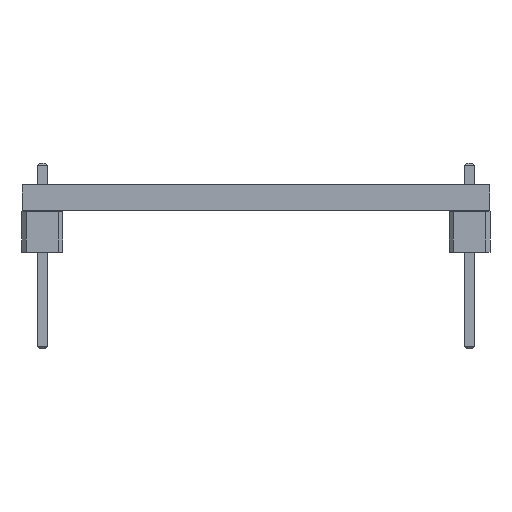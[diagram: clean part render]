
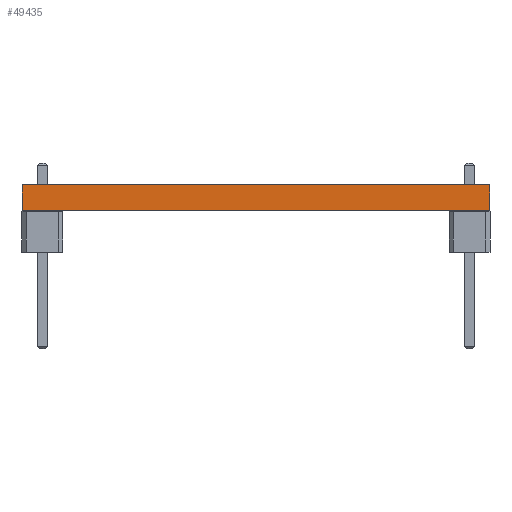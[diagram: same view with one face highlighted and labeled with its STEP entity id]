
A CAD part, left-side view. The second image highlights one B-rep face of the part: STEP entity #49435.
In plain terms, the highlighted planar face has unit normal (-1, 0, 0).
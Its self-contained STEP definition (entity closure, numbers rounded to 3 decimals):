
#47063 = PLANE('',#47064);
#47064 = AXIS2_PLACEMENT_3D('',#47065,#47066,#47067);
#47065 = CARTESIAN_POINT('',(150.387,-101.787,1.6));
#47066 = DIRECTION('',(-0.,-0.,-1.));
#47067 = DIRECTION('',(-1.,0.,0.));
#47117 = PLANE('',#47118);
#47118 = AXIS2_PLACEMENT_3D('',#47119,#47120,#47121);
#47119 = CARTESIAN_POINT('',(150.387,-101.787,0.));
#47120 = DIRECTION('',(-0.,-0.,-1.));
#47121 = DIRECTION('',(-1.,0.,0.));
#47150 = PLANE('',#47151);
#47151 = AXIS2_PLACEMENT_3D('',#47152,#47153,#47154);
#47152 = CARTESIAN_POINT('',(118.5,-87.4,0.));
#47153 = DIRECTION('',(0.,1.,0.));
#47154 = DIRECTION('',(1.,0.,0.));
#47248 = PLANE('',#47249);
#47249 = AXIS2_PLACEMENT_3D('',#47250,#47251,#47252);
#47250 = CARTESIAN_POINT('',(179.5,-116.4,0.));
#47251 = DIRECTION('',(0.,-1.,0.));
#47252 = DIRECTION('',(-1.,0.,0.));
#47287 = VERTEX_POINT('',#47288);
#47288 = CARTESIAN_POINT('',(118.5,-116.4,0.));
#47309 = EDGE_CURVE('',#47287,#47310,#47312,.T.);
#47310 = VERTEX_POINT('',#47311);
#47311 = CARTESIAN_POINT('',(118.5,-87.4,0.));
#47312 = SURFACE_CURVE('',#47313,(#47317,#47324),.PCURVE_S1.);
#47313 = LINE('',#47314,#47315);
#47314 = CARTESIAN_POINT('',(118.5,-116.4,0.));
#47315 = VECTOR('',#47316,1.);
#47316 = DIRECTION('',(0.,1.,0.));
#47317 = PCURVE('',#47117,#47318);
#47318 = DEFINITIONAL_REPRESENTATION('',(#47319),#47323);
#47319 = LINE('',#47320,#47321);
#47320 = CARTESIAN_POINT('',(31.887,-14.613));
#47321 = VECTOR('',#47322,1.);
#47322 = DIRECTION('',(0.,1.));
#47323 = ( GEOMETRIC_REPRESENTATION_CONTEXT(2) 
PARAMETRIC_REPRESENTATION_CONTEXT() REPRESENTATION_CONTEXT('2D SPACE',''
  ) );
#47324 = PCURVE('',#47325,#47330);
#47325 = PLANE('',#47326);
#47326 = AXIS2_PLACEMENT_3D('',#47327,#47328,#47329);
#47327 = CARTESIAN_POINT('',(118.5,-116.4,0.));
#47328 = DIRECTION('',(-1.,0.,0.));
#47329 = DIRECTION('',(0.,1.,0.));
#47330 = DEFINITIONAL_REPRESENTATION('',(#47331),#47335);
#47331 = LINE('',#47332,#47333);
#47332 = CARTESIAN_POINT('',(0.,0.));
#47333 = VECTOR('',#47334,1.);
#47334 = DIRECTION('',(1.,0.));
#47335 = ( GEOMETRIC_REPRESENTATION_CONTEXT(2) 
PARAMETRIC_REPRESENTATION_CONTEXT() REPRESENTATION_CONTEXT('2D SPACE',''
  ) );
#48415 = VERTEX_POINT('',#48416);
#48416 = CARTESIAN_POINT('',(118.5,-116.4,1.6));
#48437 = EDGE_CURVE('',#48415,#48438,#48440,.T.);
#48438 = VERTEX_POINT('',#48439);
#48439 = CARTESIAN_POINT('',(118.5,-87.4,1.6));
#48440 = SURFACE_CURVE('',#48441,(#48445,#48452),.PCURVE_S1.);
#48441 = LINE('',#48442,#48443);
#48442 = CARTESIAN_POINT('',(118.5,-116.4,1.6));
#48443 = VECTOR('',#48444,1.);
#48444 = DIRECTION('',(0.,1.,0.));
#48445 = PCURVE('',#47063,#48446);
#48446 = DEFINITIONAL_REPRESENTATION('',(#48447),#48451);
#48447 = LINE('',#48448,#48449);
#48448 = CARTESIAN_POINT('',(31.887,-14.613));
#48449 = VECTOR('',#48450,1.);
#48450 = DIRECTION('',(0.,1.));
#48451 = ( GEOMETRIC_REPRESENTATION_CONTEXT(2) 
PARAMETRIC_REPRESENTATION_CONTEXT() REPRESENTATION_CONTEXT('2D SPACE',''
  ) );
#48452 = PCURVE('',#47325,#48453);
#48453 = DEFINITIONAL_REPRESENTATION('',(#48454),#48458);
#48454 = LINE('',#48455,#48456);
#48455 = CARTESIAN_POINT('',(0.,-1.6));
#48456 = VECTOR('',#48457,1.);
#48457 = DIRECTION('',(1.,0.));
#48458 = ( GEOMETRIC_REPRESENTATION_CONTEXT(2) 
PARAMETRIC_REPRESENTATION_CONTEXT() REPRESENTATION_CONTEXT('2D SPACE',''
  ) );
#49385 = EDGE_CURVE('',#47310,#48438,#49386,.T.);
#49386 = SURFACE_CURVE('',#49387,(#49391,#49398),.PCURVE_S1.);
#49387 = LINE('',#49388,#49389);
#49388 = CARTESIAN_POINT('',(118.5,-87.4,0.));
#49389 = VECTOR('',#49390,1.);
#49390 = DIRECTION('',(0.,0.,1.));
#49391 = PCURVE('',#47150,#49392);
#49392 = DEFINITIONAL_REPRESENTATION('',(#49393),#49397);
#49393 = LINE('',#49394,#49395);
#49394 = CARTESIAN_POINT('',(0.,0.));
#49395 = VECTOR('',#49396,1.);
#49396 = DIRECTION('',(0.,-1.));
#49397 = ( GEOMETRIC_REPRESENTATION_CONTEXT(2) 
PARAMETRIC_REPRESENTATION_CONTEXT() REPRESENTATION_CONTEXT('2D SPACE',''
  ) );
#49398 = PCURVE('',#47325,#49399);
#49399 = DEFINITIONAL_REPRESENTATION('',(#49400),#49404);
#49400 = LINE('',#49401,#49402);
#49401 = CARTESIAN_POINT('',(29.,0.));
#49402 = VECTOR('',#49403,1.);
#49403 = DIRECTION('',(0.,-1.));
#49404 = ( GEOMETRIC_REPRESENTATION_CONTEXT(2) 
PARAMETRIC_REPRESENTATION_CONTEXT() REPRESENTATION_CONTEXT('2D SPACE',''
  ) );
#49414 = EDGE_CURVE('',#47287,#48415,#49415,.T.);
#49415 = SURFACE_CURVE('',#49416,(#49420,#49427),.PCURVE_S1.);
#49416 = LINE('',#49417,#49418);
#49417 = CARTESIAN_POINT('',(118.5,-116.4,0.));
#49418 = VECTOR('',#49419,1.);
#49419 = DIRECTION('',(0.,0.,1.));
#49420 = PCURVE('',#47248,#49421);
#49421 = DEFINITIONAL_REPRESENTATION('',(#49422),#49426);
#49422 = LINE('',#49423,#49424);
#49423 = CARTESIAN_POINT('',(61.,0.));
#49424 = VECTOR('',#49425,1.);
#49425 = DIRECTION('',(0.,-1.));
#49426 = ( GEOMETRIC_REPRESENTATION_CONTEXT(2) 
PARAMETRIC_REPRESENTATION_CONTEXT() REPRESENTATION_CONTEXT('2D SPACE',''
  ) );
#49427 = PCURVE('',#47325,#49428);
#49428 = DEFINITIONAL_REPRESENTATION('',(#49429),#49433);
#49429 = LINE('',#49430,#49431);
#49430 = CARTESIAN_POINT('',(0.,0.));
#49431 = VECTOR('',#49432,1.);
#49432 = DIRECTION('',(0.,-1.));
#49433 = ( GEOMETRIC_REPRESENTATION_CONTEXT(2) 
PARAMETRIC_REPRESENTATION_CONTEXT() REPRESENTATION_CONTEXT('2D SPACE',''
  ) );
#49435 = ADVANCED_FACE('',(#49436),#47325,.T.);
#49436 = FACE_BOUND('',#49437,.T.);
#49437 = EDGE_LOOP('',(#49438,#49439,#49440,#49441));
#49438 = ORIENTED_EDGE('',*,*,#49414,.T.);
#49439 = ORIENTED_EDGE('',*,*,#48437,.T.);
#49440 = ORIENTED_EDGE('',*,*,#49385,.F.);
#49441 = ORIENTED_EDGE('',*,*,#47309,.F.);
